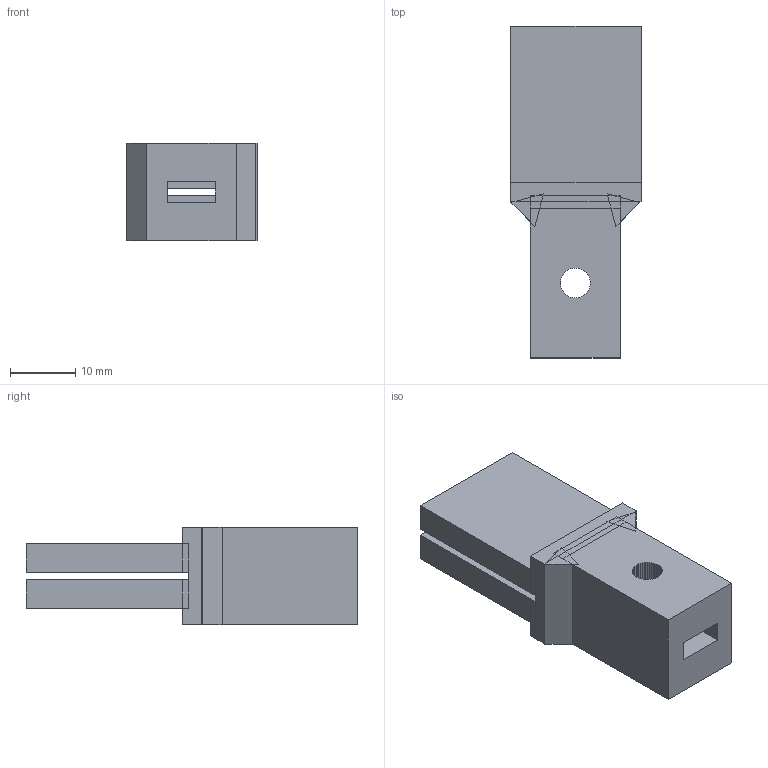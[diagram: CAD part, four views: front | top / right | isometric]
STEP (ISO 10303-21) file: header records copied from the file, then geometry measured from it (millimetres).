
FILE_DESCRIPTION(('FreeCAD Model'),'2;1');
FILE_NAME('Manipulator_Zaxis.step','2019-05-26T19:18:28',('Author' ),(''),'Open CASCADE STEP processor 7.3','FreeCAD','Unknown');
FILE_SCHEMA(('AUTOMOTIVE_DESIGN { 1 0 10303 214 1 1 1 1 }'));
Length unit declared in the file: millimetre
Products named in the file (1): difference003
Bounding box: 20 x 51 x 15 mm (x, y, z)
Volume: 9288.6 mm3; surface area: 5251.6 mm2
Topology: 1 solids, 1 shells, 171 faces, 474 edges, 304 vertices
Faces by surface type: plane 171
Entity records: 12247 total; most frequent: CARTESIAN_POINT 2334, DIRECTION 1330, LINE 986, VECTOR 986, ORIENTED_EDGE 948, PCURVE 948, DEFINITIONAL_REPRESENTATION 948, EDGE_CURVE 474
